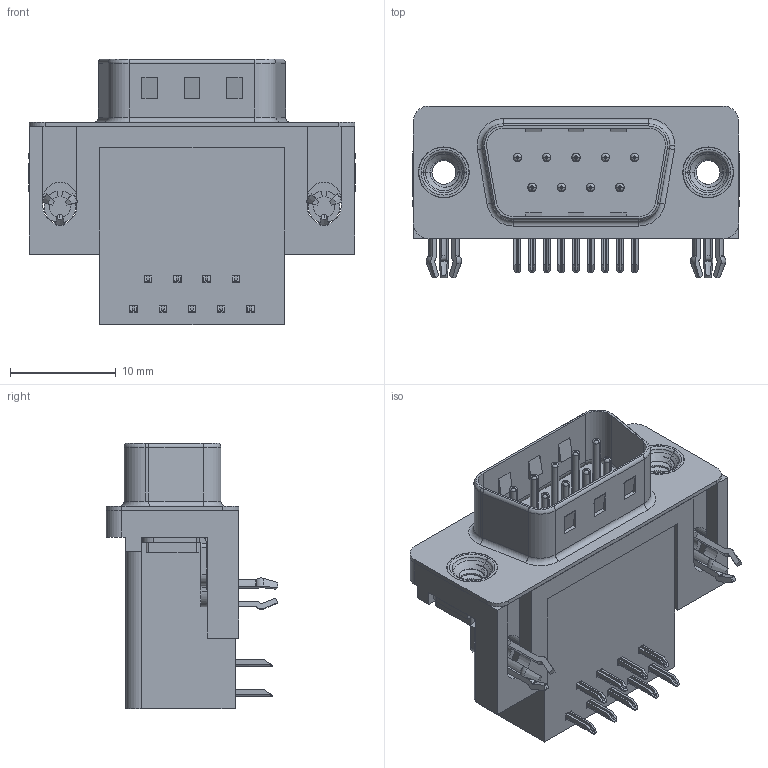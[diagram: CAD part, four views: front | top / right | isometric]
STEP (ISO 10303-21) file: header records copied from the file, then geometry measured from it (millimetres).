
FILE_DESCRIPTION (( 'STEP AP203' ), '1' );
FILE_NAME ('625-009-262-542.STEP', '2018-11-05T20:21:18', ( '' ), ( '' ), 'SwSTEP 2.0', 'SolidWorks 2016', '' );
FILE_SCHEMA (( 'CONFIG_CONTROL_DESIGN' ));
Length unit declared in the file: millimetre
Products named in the file (7): 625 Contact Top; 625 3 Prong Board Lock; 625 4-40 Threaded Rivet; 625-009-262-542; 625 Housing_9 Socket; 625 Shell_9 Socket; 625 Contact Bottom
Assembly tree (15 placements, depth 2):
  625-009-262-542
    625 Housing_9 Socket
    625 Shell_9 Socket
    625 Contact Bottom  x4
    625 Contact Top  x5
    625 3 Prong Board Lock  x2
    625 4-40 Threaded Rivet  x2
Bounding box: 30.89 x 16.25 x 25.16 mm (x, y, z)
Volume: 4485.2 mm3; surface area: 5012.4 mm2
Topology: 15 solids, 15 shells, 1097 faces, 2793 edges, 1751 vertices
Faces by surface type: plane 611, cylinder 323, torus 109, cone 48, bspline 6
Entity records: 18142 total; most frequent: CARTESIAN_POINT 4467, DIRECTION 2742, ORIENTED_EDGE 2610, EDGE_CURVE 1305, AXIS2_PLACEMENT_3D 958, VERTEX_POINT 833, VECTOR 826, LINE 826
